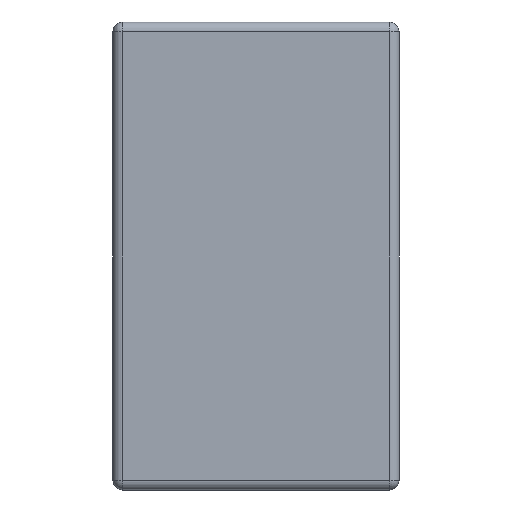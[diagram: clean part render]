
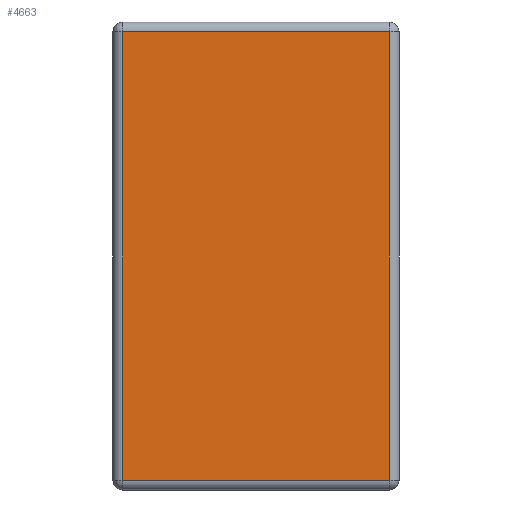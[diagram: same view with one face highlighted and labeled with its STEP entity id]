
A CAD part, left-side view. The second image highlights one B-rep face of the part: STEP entity #4663.
In plain terms, the highlighted planar face has unit normal (-1, 0, 0).
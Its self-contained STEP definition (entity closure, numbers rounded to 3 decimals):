
#163 = DIRECTION ( 'NONE',  ( 0., 0., -1. ) ) ;
#326 = CARTESIAN_POINT ( 'NONE',  ( 0., 0.082, -0.082 ) ) ;
#364 = LINE ( 'NONE', #4388, #544 ) ;
#544 = VECTOR ( 'NONE', #2216, 1000. ) ;
#603 = FACE_OUTER_BOUND ( 'NONE', #1776, .T. ) ;
#725 = EDGE_CURVE ( 'NONE', #1952, #4658, #4622, .T. ) ;
#834 = ORIENTED_EDGE ( 'NONE', *, *, #2564, .T. ) ;
#955 = CARTESIAN_POINT ( 'NONE',  ( 0., 0.082, 0. ) ) ;
#1053 = CARTESIAN_POINT ( 'NONE',  ( 0., 0., -3.858 ) ) ;
#1189 = CARTESIAN_POINT ( 'NONE',  ( 0., 2.328, -0.082 ) ) ;
#1231 = EDGE_CURVE ( 'NONE', #2893, #3828, #3410, .T. ) ;
#1583 = DIRECTION ( 'NONE',  ( -1., 0., 0. ) ) ;
#1659 = ORIENTED_EDGE ( 'NONE', *, *, #1231, .T. ) ;
#1776 = EDGE_LOOP ( 'NONE', ( #2916, #1659, #834, #3728 ) ) ;
#1952 = VERTEX_POINT ( 'NONE', #1189 ) ;
#1976 = VECTOR ( 'NONE', #2109, 1000. ) ;
#1994 = EDGE_CURVE ( 'NONE', #4658, #2893, #4634, .T. ) ;
#2109 = DIRECTION ( 'NONE',  ( 0., -1., 0. ) ) ;
#2216 = DIRECTION ( 'NONE',  ( 0., 1., 0. ) ) ;
#2319 = CARTESIAN_POINT ( 'NONE',  ( 0., 2.328, -3.94 ) ) ;
#2380 = AXIS2_PLACEMENT_3D ( 'NONE', #3452, #1583, #3041 ) ;
#2411 = DIRECTION ( 'NONE',  ( 0., 0., 1. ) ) ;
#2564 = EDGE_CURVE ( 'NONE', #3828, #1952, #364, .T. ) ;
#2704 = VECTOR ( 'NONE', #163, 1000. ) ;
#2893 = VERTEX_POINT ( 'NONE', #3984 ) ;
#2916 = ORIENTED_EDGE ( 'NONE', *, *, #1994, .T. ) ;
#3041 = DIRECTION ( 'NONE',  ( 0., 0., 1. ) ) ;
#3410 = LINE ( 'NONE', #955, #3740 ) ;
#3419 = CARTESIAN_POINT ( 'NONE',  ( 0., 2.328, -3.858 ) ) ;
#3452 = CARTESIAN_POINT ( 'NONE',  ( 0., 0., 0. ) ) ;
#3728 = ORIENTED_EDGE ( 'NONE', *, *, #725, .T. ) ;
#3740 = VECTOR ( 'NONE', #2411, 1000. ) ;
#3828 = VERTEX_POINT ( 'NONE', #326 ) ;
#3984 = CARTESIAN_POINT ( 'NONE',  ( 0., 0.082, -3.858 ) ) ;
#4352 = PLANE ( 'NONE',  #2380 ) ;
#4388 = CARTESIAN_POINT ( 'NONE',  ( 0., 2.41, -0.082 ) ) ;
#4622 = LINE ( 'NONE', #2319, #2704 ) ;
#4634 = LINE ( 'NONE', #1053, #1976 ) ;
#4658 = VERTEX_POINT ( 'NONE', #3419 ) ;
#4663 = ADVANCED_FACE ( 'NONE', ( #603 ), #4352, .T. ) ;
